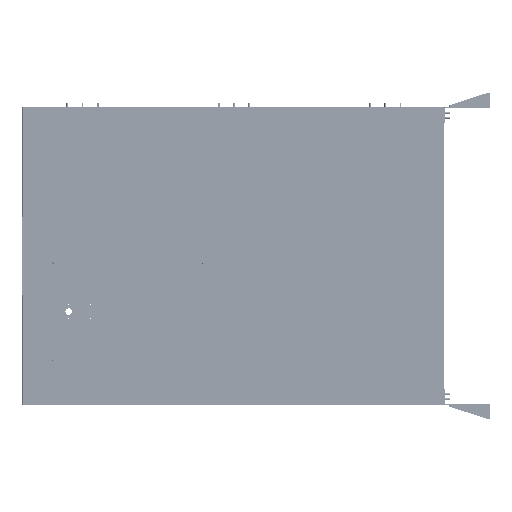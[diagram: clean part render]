
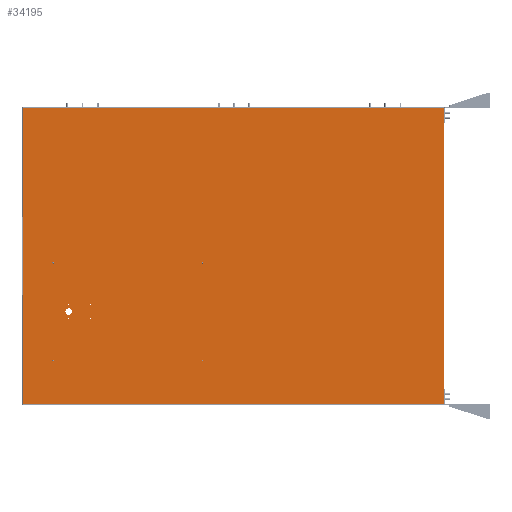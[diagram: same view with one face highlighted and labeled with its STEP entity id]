
A CAD part, left-side view. The second image highlights one B-rep face of the part: STEP entity #34195.
In plain terms, the highlighted face is planar.
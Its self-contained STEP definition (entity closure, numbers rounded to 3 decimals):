
#1499=FACE_BOUND('',#7667,.T.);
#1500=FACE_BOUND('',#7668,.T.);
#1501=FACE_BOUND('',#7669,.T.);
#1502=FACE_BOUND('',#7670,.T.);
#1503=FACE_BOUND('',#7671,.T.);
#1504=FACE_BOUND('',#7672,.T.);
#1505=FACE_BOUND('',#7673,.T.);
#1506=FACE_BOUND('',#7674,.T.);
#1507=FACE_BOUND('',#7675,.T.);
#3893=PLANE('',#36474);
#5736=FACE_OUTER_BOUND('',#7666,.T.);
#7666=EDGE_LOOP('',(#26907,#26908,#26909,#26910));
#7667=EDGE_LOOP('',(#26911));
#7668=EDGE_LOOP('',(#26912));
#7669=EDGE_LOOP('',(#26913));
#7670=EDGE_LOOP('',(#26914));
#7671=EDGE_LOOP('',(#26915));
#7672=EDGE_LOOP('',(#26916));
#7673=EDGE_LOOP('',(#26917));
#7674=EDGE_LOOP('',(#26918));
#7675=EDGE_LOOP('',(#26919));
#11574=LINE('',#52470,#13374);
#11590=LINE('',#52511,#13390);
#11605=LINE('',#52546,#13405);
#11607=LINE('',#52549,#13407);
#13374=VECTOR('',#42310,10.);
#13390=VECTOR('',#42352,10.);
#13405=VECTOR('',#42391,10.);
#13407=VECTOR('',#42395,10.);
#15069=CIRCLE('',#36409,2.);
#15071=CIRCLE('',#36412,2.);
#15073=CIRCLE('',#36415,2.);
#15075=CIRCLE('',#36418,2.);
#15077=CIRCLE('',#36421,10.5);
#15081=CIRCLE('',#36427,3.);
#15084=CIRCLE('',#36433,3.);
#15087=CIRCLE('',#36439,3.);
#15090=CIRCLE('',#36445,3.);
#17928=VERTEX_POINT('',#52390);
#17930=VERTEX_POINT('',#52396);
#17932=VERTEX_POINT('',#52402);
#17934=VERTEX_POINT('',#52408);
#17936=VERTEX_POINT('',#52414);
#17940=VERTEX_POINT('',#52426);
#17943=VERTEX_POINT('',#52437);
#17946=VERTEX_POINT('',#52448);
#17949=VERTEX_POINT('',#52459);
#17952=VERTEX_POINT('',#52467);
#17953=VERTEX_POINT('',#52469);
#17964=VERTEX_POINT('',#52508);
#17965=VERTEX_POINT('',#52510);
#21253=EDGE_CURVE('',#17928,#17928,#15069,.T.);
#21256=EDGE_CURVE('',#17930,#17930,#15071,.T.);
#21259=EDGE_CURVE('',#17932,#17932,#15073,.T.);
#21262=EDGE_CURVE('',#17934,#17934,#15075,.T.);
#21265=EDGE_CURVE('',#17936,#17936,#15077,.T.);
#21272=EDGE_CURVE('',#17940,#17940,#15081,.T.);
#21277=EDGE_CURVE('',#17943,#17943,#15084,.T.);
#21282=EDGE_CURVE('',#17946,#17946,#15087,.T.);
#21287=EDGE_CURVE('',#17949,#17949,#15090,.T.);
#21290=EDGE_CURVE('',#17953,#17952,#11574,.T.);
#21310=EDGE_CURVE('',#17965,#17964,#11590,.T.);
#21328=EDGE_CURVE('',#17953,#17964,#11605,.T.);
#21330=EDGE_CURVE('',#17965,#17952,#11607,.T.);
#26907=ORIENTED_EDGE('',*,*,#21290,.T.);
#26908=ORIENTED_EDGE('',*,*,#21330,.F.);
#26909=ORIENTED_EDGE('',*,*,#21310,.T.);
#26910=ORIENTED_EDGE('',*,*,#21328,.F.);
#26911=ORIENTED_EDGE('',*,*,#21253,.T.);
#26912=ORIENTED_EDGE('',*,*,#21256,.T.);
#26913=ORIENTED_EDGE('',*,*,#21259,.T.);
#26914=ORIENTED_EDGE('',*,*,#21262,.T.);
#26915=ORIENTED_EDGE('',*,*,#21265,.T.);
#26916=ORIENTED_EDGE('',*,*,#21277,.T.);
#26917=ORIENTED_EDGE('',*,*,#21282,.T.);
#26918=ORIENTED_EDGE('',*,*,#21287,.T.);
#26919=ORIENTED_EDGE('',*,*,#21272,.T.);
#34195=ADVANCED_FACE('',(#5736,#1499,#1500,#1501,#1502,#1503,#1504,#1505,
#1506,#1507),#3893,.F.);
#36409=AXIS2_PLACEMENT_3D('',#52391,#42216,#42217);
#36412=AXIS2_PLACEMENT_3D('',#52397,#42223,#42224);
#36415=AXIS2_PLACEMENT_3D('',#52403,#42230,#42231);
#36418=AXIS2_PLACEMENT_3D('',#52409,#42237,#42238);
#36421=AXIS2_PLACEMENT_3D('',#52415,#42244,#42245);
#36427=AXIS2_PLACEMENT_3D('',#52428,#42259,#42260);
#36433=AXIS2_PLACEMENT_3D('',#52439,#42273,#42274);
#36439=AXIS2_PLACEMENT_3D('',#52450,#42287,#42288);
#36445=AXIS2_PLACEMENT_3D('',#52461,#42301,#42302);
#36474=AXIS2_PLACEMENT_3D('',#52548,#42393,#42394);
#42216=DIRECTION('center_axis',(1.,0.,0.));
#42217=DIRECTION('ref_axis',(0.,0.,-1.));
#42223=DIRECTION('center_axis',(1.,0.,0.));
#42224=DIRECTION('ref_axis',(0.,0.,-1.));
#42230=DIRECTION('center_axis',(1.,0.,0.));
#42231=DIRECTION('ref_axis',(0.,0.,-1.));
#42237=DIRECTION('center_axis',(1.,0.,0.));
#42238=DIRECTION('ref_axis',(0.,0.,-1.));
#42244=DIRECTION('center_axis',(1.,0.,0.));
#42245=DIRECTION('ref_axis',(0.,0.,-1.));
#42259=DIRECTION('center_axis',(1.,0.,0.));
#42260=DIRECTION('ref_axis',(0.,0.,-1.));
#42273=DIRECTION('center_axis',(1.,0.,0.));
#42274=DIRECTION('ref_axis',(0.,0.,-1.));
#42287=DIRECTION('center_axis',(1.,0.,0.));
#42288=DIRECTION('ref_axis',(0.,0.,-1.));
#42301=DIRECTION('center_axis',(1.,0.,0.));
#42302=DIRECTION('ref_axis',(0.,0.,-1.));
#42310=DIRECTION('',(0.,-1.,0.));
#42352=DIRECTION('',(0.,1.,0.));
#42391=DIRECTION('',(0.,0.,1.));
#42393=DIRECTION('center_axis',(1.,0.,0.));
#42394=DIRECTION('ref_axis',(0.,0.,-1.));
#42395=DIRECTION('',(0.,0.,-1.));
#52390=CARTESIAN_POINT('',(0.,465.6,-202.1));
#52391=CARTESIAN_POINT('Origin',(0.,465.6,-204.1));
#52396=CARTESIAN_POINT('',(0.,465.6,-156.1));
#52397=CARTESIAN_POINT('Origin',(0.,465.6,-158.1));
#52402=CARTESIAN_POINT('',(0.,537.5,-202.1));
#52403=CARTESIAN_POINT('Origin',(0.,537.5,-204.1));
#52408=CARTESIAN_POINT('',(0.,537.5,-156.1));
#52409=CARTESIAN_POINT('Origin',(0.,537.5,-158.1));
#52414=CARTESIAN_POINT('',(0.,537.5,-170.6));
#52415=CARTESIAN_POINT('Origin',(0.,537.5,-181.1));
#52426=CARTESIAN_POINT('',(0.,100.5,-337.6));
#52428=CARTESIAN_POINT('Origin',(0.,100.5,-340.6));
#52437=CARTESIAN_POINT('',(0.,100.5,-18.6));
#52439=CARTESIAN_POINT('Origin',(0.,100.5,-21.6));
#52448=CARTESIAN_POINT('',(0.,587.5,-18.6));
#52450=CARTESIAN_POINT('Origin',(0.,587.5,-21.6));
#52459=CARTESIAN_POINT('',(0.,587.5,-337.6));
#52461=CARTESIAN_POINT('Origin',(0.,587.5,-340.6));
#52467=CARTESIAN_POINT('',(0.,-687.5,-481.6));
#52469=CARTESIAN_POINT('',(0.,687.5,-481.6));
#52470=CARTESIAN_POINT('',(0.,343.75,-481.6));
#52508=CARTESIAN_POINT('',(0.,687.5,481.6));
#52510=CARTESIAN_POINT('',(0.,-687.5,481.6));
#52511=CARTESIAN_POINT('',(0.,-343.75,481.6));
#52546=CARTESIAN_POINT('',(0.,687.5,-483.4));
#52548=CARTESIAN_POINT('Origin',(0.,0.,0.));
#52549=CARTESIAN_POINT('',(0.,-687.5,483.4));
